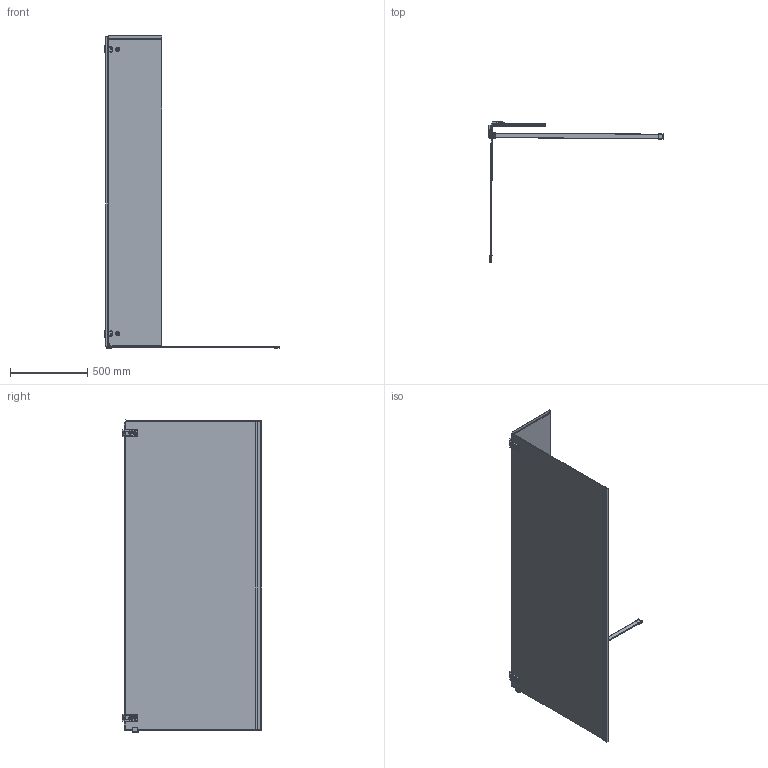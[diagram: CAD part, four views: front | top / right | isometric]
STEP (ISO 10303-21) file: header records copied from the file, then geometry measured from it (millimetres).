
FILE_DESCRIPTION((''),'2;1');
FILE_NAME('RBR4G_ASM_1_ASM','2020-04-28T',('admin'),(''),'PRO/ENGINEER BY PARAMETRIC TECHNOLOGY CORPORATION, 2010280','PRO/ENGINEER BY PARAMETRIC TECHNOLOGY CORPORATION, 2010280','');
FILE_SCHEMA(('CONFIG_CONTROL_DESIGN'));
Length unit declared in the file: millimetre
Products named in the file (24): RA058_1; RA273_1; RA288_4; RA447_2; C4_ASM_2_ASM; C5_ASM_2_ASM; MC288_1; SA292_1; MC288_ASM_1_ASM; RA280A_ASM_3_ASM; RA057_3; MC349_1; RA160_1; SW315-10_1; PB257X895_1; CK154_1; CK155_1; DE053_1; DC279_1; DE052_ASM_1_ASM; CK319_1; M5X5_1; CK112_ASM_1_ASM; RBR4G_ASM_1_ASM
Assembly tree (30 placements, depth 4):
  RBR4G_ASM_1_ASM
    RA058_1
    RA280A_ASM_3_ASM  x2
      C4_ASM_2_ASM
        RA273_1
        RA288_4
        RA447_2
      C5_ASM_2_ASM
        RA273_1
        RA447_2
      MC288_ASM_1_ASM
        MC288_1
        SA292_1
    RA057_3
    MC349_1
    RA160_1
    SW315-10_1  x2
    CK112_ASM_1_ASM
      PB257X895_1
      CK154_1
      CK155_1
      DE052_ASM_1_ASM  x2
        DE053_1
        DC279_1
      CK319_1
      M5X5_1  x2
Bounding box: 1127.41 x 904.35 x 2022.35 mm (x, y, z)
Volume: 20006943.2 mm3; surface area: 5781785.2 mm2
Topology: 34 solids, 34 shells, 2637 faces, 7111 edges, 4456 vertices
Faces by surface type: plane 1136, cylinder 873, torus 215, sphere 160, bspline 157, cone 96
Entity records: 43841 total; most frequent: CARTESIAN_POINT 15733, ORIENTED_EDGE 5854, DIRECTION 5818, EDGE_CURVE 2927, AXIS2_PLACEMENT_3D 2066, VERTEX_POINT 1881, VECTOR 1686, LINE 1686
